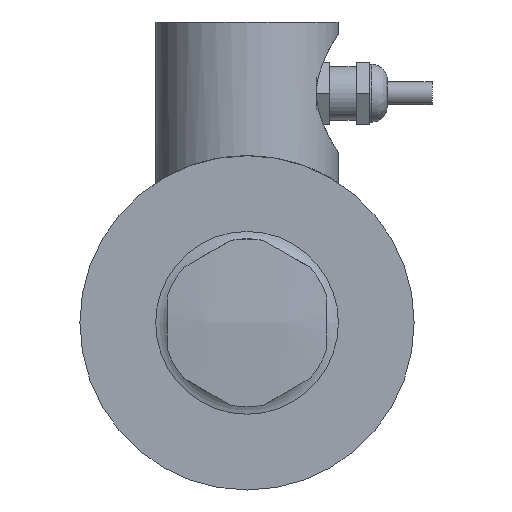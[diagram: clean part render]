
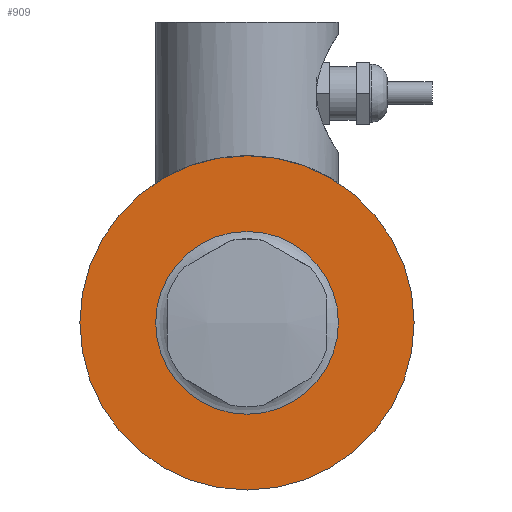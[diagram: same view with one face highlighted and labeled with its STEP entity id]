
A CAD part, front view. The second image highlights one B-rep face of the part: STEP entity #909.
In plain terms, the highlighted planar face has unit normal (0, -1, 0).
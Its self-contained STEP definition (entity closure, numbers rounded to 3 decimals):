
#47=FACE_BOUND('',#191,.T.);
#77=PLANE('',#1032);
#128=FACE_OUTER_BOUND('',#190,.T.);
#190=EDGE_LOOP('',(#827,#828));
#191=EDGE_LOOP('',(#829,#830));
#369=CIRCLE('',#1030,37.5);
#370=CIRCLE('',#1031,37.5);
#371=CIRCLE('',#1033,20.5);
#372=CIRCLE('',#1034,20.5);
#457=VERTEX_POINT('',#1776);
#458=VERTEX_POINT('',#1777);
#459=VERTEX_POINT('',#1782);
#460=VERTEX_POINT('',#1783);
#582=EDGE_CURVE('',#457,#458,#369,.T.);
#583=EDGE_CURVE('',#458,#457,#370,.T.);
#585=EDGE_CURVE('',#459,#460,#371,.T.);
#586=EDGE_CURVE('',#460,#459,#372,.T.);
#827=ORIENTED_EDGE('',*,*,#582,.T.);
#828=ORIENTED_EDGE('',*,*,#583,.T.);
#829=ORIENTED_EDGE('',*,*,#585,.F.);
#830=ORIENTED_EDGE('',*,*,#586,.F.);
#909=ADVANCED_FACE('',(#128,#47),#77,.T.);
#1030=AXIS2_PLACEMENT_3D('',#1778,#1305,#1306);
#1031=AXIS2_PLACEMENT_3D('',#1779,#1307,#1308);
#1032=AXIS2_PLACEMENT_3D('',#1781,#1310,#1311);
#1033=AXIS2_PLACEMENT_3D('',#1784,#1312,#1313);
#1034=AXIS2_PLACEMENT_3D('',#1785,#1314,#1315);
#1305=DIRECTION('center_axis',(0.,-1.,0.));
#1306=DIRECTION('ref_axis',(1.,0.,0.));
#1307=DIRECTION('center_axis',(0.,-1.,0.));
#1308=DIRECTION('ref_axis',(1.,0.,0.));
#1310=DIRECTION('center_axis',(0.,-1.,0.));
#1311=DIRECTION('ref_axis',(0.,0.,-1.));
#1312=DIRECTION('center_axis',(0.,-1.,0.));
#1313=DIRECTION('ref_axis',(1.,0.,0.));
#1314=DIRECTION('center_axis',(0.,-1.,0.));
#1315=DIRECTION('ref_axis',(1.,0.,0.));
#1776=CARTESIAN_POINT('',(37.5,37.,0.));
#1777=CARTESIAN_POINT('',(-37.5,37.,0.));
#1778=CARTESIAN_POINT('Origin',(0.,37.,0.));
#1779=CARTESIAN_POINT('Origin',(0.,37.,0.));
#1781=CARTESIAN_POINT('Origin',(20.5,37.,0.));
#1782=CARTESIAN_POINT('',(20.5,37.,0.));
#1783=CARTESIAN_POINT('',(-20.5,37.,0.));
#1784=CARTESIAN_POINT('Origin',(0.,37.,0.));
#1785=CARTESIAN_POINT('Origin',(0.,37.,0.));
